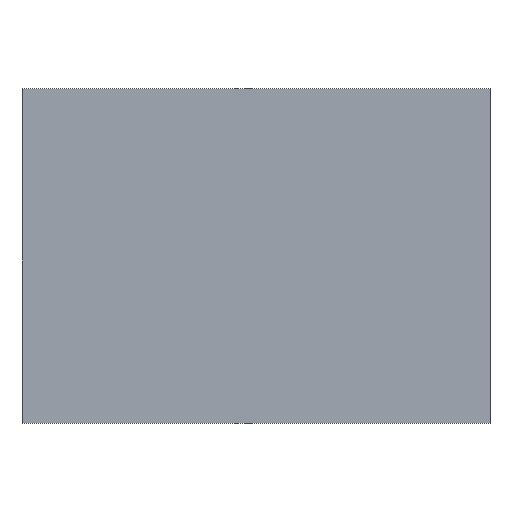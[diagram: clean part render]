
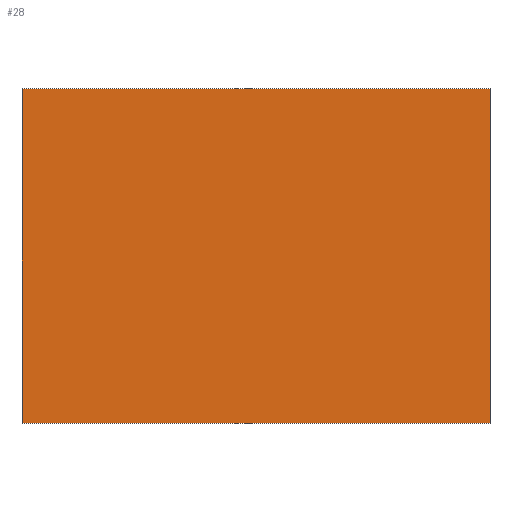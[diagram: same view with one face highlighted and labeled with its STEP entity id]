
A CAD part, top view. The second image highlights one B-rep face of the part: STEP entity #28.
In plain terms, the highlighted planar face has unit normal (0, 0, 1).
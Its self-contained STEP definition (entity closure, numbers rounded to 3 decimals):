
#28 = ADVANCED_FACE ( 'NONE', ( #215 ), #120, .T. ) ;
#33 = DIRECTION ( 'NONE',  ( 1., 0., 0. ) ) ;
#34 = CARTESIAN_POINT ( 'NONE',  ( 88.9, 63.5, 0.75 ) ) ;
#37 = CARTESIAN_POINT ( 'NONE',  ( -88.9, -63.5, 0.75 ) ) ;
#47 = LINE ( 'NONE', #184, #51 ) ;
#49 = VECTOR ( 'NONE', #104, 1000. ) ;
#51 = VECTOR ( 'NONE', #33, 1000. ) ;
#58 = LINE ( 'NONE', #194, #49 ) ;
#62 = VECTOR ( 'NONE', #213, 1000. ) ;
#80 = EDGE_CURVE ( 'NONE', #174, #147, #47, .T. ) ;
#81 = VERTEX_POINT ( 'NONE', #34 ) ;
#82 = CARTESIAN_POINT ( 'NONE',  ( -88.9, 63.5, 0.75 ) ) ;
#93 = DIRECTION ( 'NONE',  ( 1., 0., 0. ) ) ;
#97 = CARTESIAN_POINT ( 'NONE',  ( 88.9, -63.5, 0.75 ) ) ;
#101 = DIRECTION ( 'NONE',  ( 0., 0., 1. ) ) ;
#104 = DIRECTION ( 'NONE',  ( 0., 1., 0. ) ) ;
#107 = VECTOR ( 'NONE', #158, 1000. ) ;
#120 = PLANE ( 'NONE',  #156 ) ;
#126 = VERTEX_POINT ( 'NONE', #82 ) ;
#147 = VERTEX_POINT ( 'NONE', #97 ) ;
#156 = AXIS2_PLACEMENT_3D ( 'NONE', #211, #101, #93 ) ;
#158 = DIRECTION ( 'NONE',  ( -1., 0., 0. ) ) ;
#167 = ORIENTED_EDGE ( 'NONE', *, *, #173, .T. ) ;
#173 = EDGE_CURVE ( 'NONE', #126, #174, #236, .T. ) ;
#174 = VERTEX_POINT ( 'NONE', #37 ) ;
#179 = ORIENTED_EDGE ( 'NONE', *, *, #201, .T. ) ;
#184 = CARTESIAN_POINT ( 'NONE',  ( 88.9, -63.5, 0.75 ) ) ;
#190 = ORIENTED_EDGE ( 'NONE', *, *, #228, .T. ) ;
#194 = CARTESIAN_POINT ( 'NONE',  ( 88.9, -63.5, 0.75 ) ) ;
#201 = EDGE_CURVE ( 'NONE', #81, #126, #230, .T. ) ;
#203 = EDGE_LOOP ( 'NONE', ( #167, #222, #190, #179 ) ) ;
#211 = CARTESIAN_POINT ( 'NONE',  ( 0., 0., 0.75 ) ) ;
#213 = DIRECTION ( 'NONE',  ( 0., -1., 0. ) ) ;
#215 = FACE_OUTER_BOUND ( 'NONE', #203, .T. ) ;
#222 = ORIENTED_EDGE ( 'NONE', *, *, #80, .T. ) ;
#228 = EDGE_CURVE ( 'NONE', #147, #81, #58, .T. ) ;
#230 = LINE ( 'NONE', #235, #107 ) ;
#232 = CARTESIAN_POINT ( 'NONE',  ( -88.9, -63.5, 0.75 ) ) ;
#235 = CARTESIAN_POINT ( 'NONE',  ( 88.9, 63.5, 0.75 ) ) ;
#236 = LINE ( 'NONE', #232, #62 ) ;
